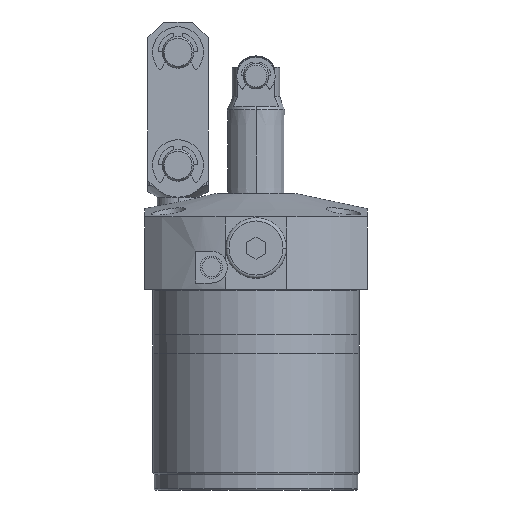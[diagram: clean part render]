
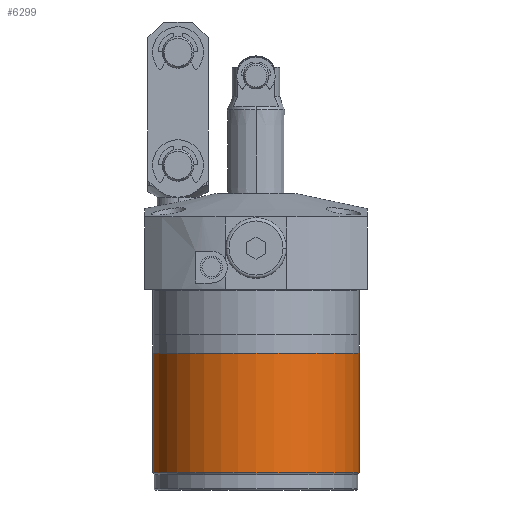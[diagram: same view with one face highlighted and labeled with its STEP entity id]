
A CAD part, front view. The second image highlights one B-rep face of the part: STEP entity #6299.
In plain terms, the highlighted cylindrical face has radius 32.4 mm (diameter 64.8 mm), a partial arc.
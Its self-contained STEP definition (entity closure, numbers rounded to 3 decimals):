
#736 = CYLINDRICAL_SURFACE ( 'NONE', #740, 32.4 ) ;
#739 = FACE_OUTER_BOUND ( 'NONE', #3697, .T. ) ;
#740 = AXIS2_PLACEMENT_3D ( 'NONE', #4503, #4504, #4505 ) ;
#1547 = ORIENTED_EDGE ( 'NONE', *, *, #7711, .T. ) ;
#1548 = ORIENTED_EDGE ( 'NONE', *, *, #6062, .T. ) ;
#1549 = ORIENTED_EDGE ( 'NONE', *, *, #7681, .F. ) ;
#1550 = ORIENTED_EDGE ( 'NONE', *, *, #6063, .F. ) ;
#1978 = CIRCLE ( 'NONE', #5055, 32.4 ) ;
#1979 = CIRCLE ( 'NONE', #5057, 32.4 ) ;
#2715 = VERTEX_POINT ( 'NONE', #3280 ) ;
#2724 = VERTEX_POINT ( 'NONE', #3289 ) ;
#2728 = VERTEX_POINT ( 'NONE', #3293 ) ;
#2749 = VERTEX_POINT ( 'NONE', #3314 ) ;
#2963 = VECTOR ( 'NONE', #4049, 1000. ) ;
#3033 = VECTOR ( 'NONE', #5802, 1000. ) ;
#3280 = CARTESIAN_POINT ( 'NONE',  ( -32.4, 0., -20. ) ) ;
#3289 = CARTESIAN_POINT ( 'NONE',  ( -32.4, 0., -57.507 ) ) ;
#3293 = CARTESIAN_POINT ( 'NONE',  ( 32.4, 0., -57.507 ) ) ;
#3314 = CARTESIAN_POINT ( 'NONE',  ( 32.4, 0., -20. ) ) ;
#3697 = EDGE_LOOP ( 'NONE', ( #1549, #1548, #1547, #1550 ) ) ;
#4045 = LINE ( 'NONE', #4047, #2963 ) ;
#4047 = CARTESIAN_POINT ( 'NONE',  ( 32.4, 0., 100. ) ) ;
#4049 = DIRECTION ( 'NONE',  ( 0., 0., 1. ) ) ;
#4503 = CARTESIAN_POINT ( 'NONE',  ( 0., 0., 100. ) ) ;
#4504 = DIRECTION ( 'NONE',  ( 0., 0., 1. ) ) ;
#4505 = DIRECTION ( 'NONE',  ( 1., 0., 0. ) ) ;
#5055 = AXIS2_PLACEMENT_3D ( 'NONE', #7424, #7425, #7426 ) ;
#5057 = AXIS2_PLACEMENT_3D ( 'NONE', #7421, #7422, #7423 ) ;
#5800 = LINE ( 'NONE', #5801, #3033 ) ;
#5801 = CARTESIAN_POINT ( 'NONE',  ( -32.4, 0., 100. ) ) ;
#5802 = DIRECTION ( 'NONE',  ( 0., 0., 1. ) ) ;
#6062 = EDGE_CURVE ( 'NONE', #2724, #2728, #1979, .T. ) ;
#6063 = EDGE_CURVE ( 'NONE', #2715, #2749, #1978, .T. ) ;
#6299 = ADVANCED_FACE ( 'NONE', ( #739 ), #736, .T. ) ;
#7421 = CARTESIAN_POINT ( 'NONE',  ( 0., 0., -57.507 ) ) ;
#7422 = DIRECTION ( 'NONE',  ( 0., 0., 1. ) ) ;
#7423 = DIRECTION ( 'NONE',  ( 1., 0., 0. ) ) ;
#7424 = CARTESIAN_POINT ( 'NONE',  ( 0., 0., -20. ) ) ;
#7425 = DIRECTION ( 'NONE',  ( 0., 0., 1. ) ) ;
#7426 = DIRECTION ( 'NONE',  ( 1., 0., 0. ) ) ;
#7681 = EDGE_CURVE ( 'NONE', #2724, #2715, #5800, .T. ) ;
#7711 = EDGE_CURVE ( 'NONE', #2728, #2749, #4045, .T. ) ;
